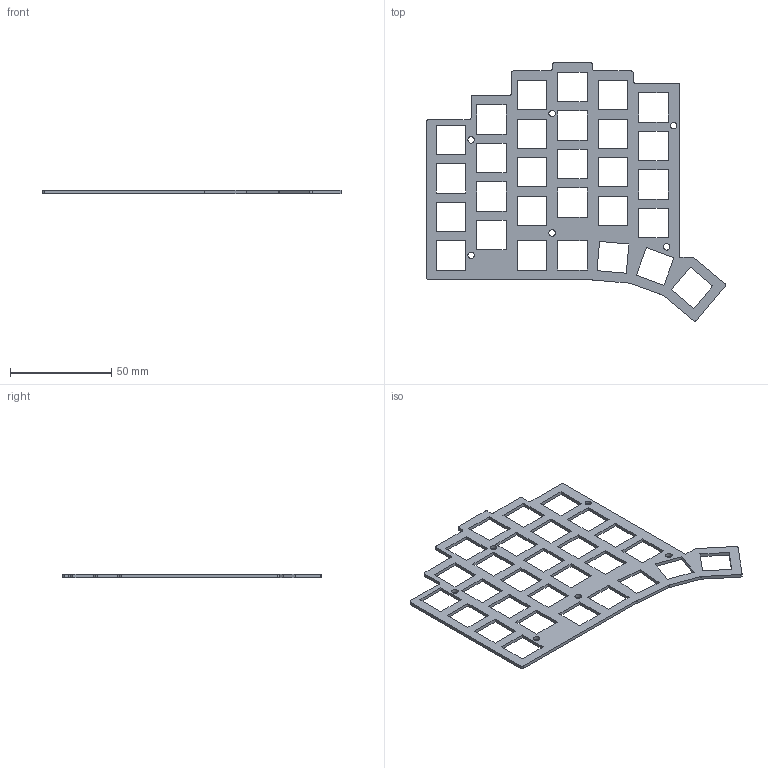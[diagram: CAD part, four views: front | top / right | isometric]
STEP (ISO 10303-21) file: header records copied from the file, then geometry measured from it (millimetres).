
FILE_DESCRIPTION(('KiCad electronic assembly'),'2;1');
FILE_NAME('spacer_plate.step','2024-08-10T13:50:44',('Pcbnew'),('Kicad') ,'Open CASCADE STEP processor 7.8','KiCad to STEP converter','Unknown' );
FILE_SCHEMA(('AUTOMOTIVE_DESIGN { 1 0 10303 214 1 1 1 1 }'));
Length unit declared in the file: millimetre
Products named in the file (2): spacer_plate 1; _autosave-spacer_plate_PCB
Assembly tree (1 placements, depth 2):
  spacer_plate 1
    _autosave-spacer_plate_PCB
Bounding box: 147.55 x 127.5 x 1.6 mm (x, y, z)
Volume: 10475.8 mm3; surface area: 16702.1 mm2
Topology: 1 solids, 1 shells, 161 faces, 477 edges, 318 vertices
Faces by surface type: plane 139, cylinder 22
Full cylindrical faces by diameter (mm): 3.2 x6
Entity records: 5492 total; most frequent: CARTESIAN_POINT 958, ORIENTED_EDGE 954, DIRECTION 847, EDGE_CURVE 477, LINE 433, VECTOR 433, VERTEX_POINT 318, FACE_BOUND 231
